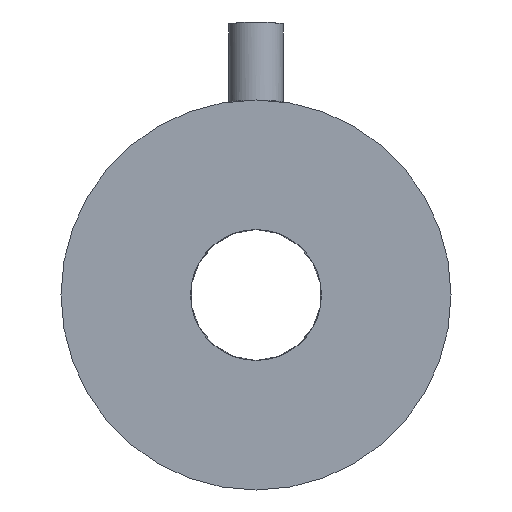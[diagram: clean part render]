
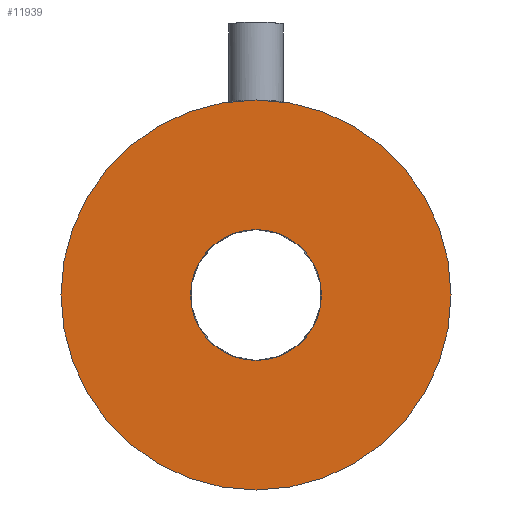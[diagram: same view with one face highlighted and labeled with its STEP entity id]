
A CAD part, front view. The second image highlights one B-rep face of the part: STEP entity #11939.
In plain terms, the highlighted planar face has unit normal (0, -1, 0).
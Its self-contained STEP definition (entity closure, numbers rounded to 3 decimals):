
#577 = FACE_OUTER_BOUND ( 'NONE', #10036, .T. ) ;
#1821 = EDGE_LOOP ( 'NONE', ( #10205 ) ) ;
#2254 = ORIENTED_EDGE ( 'NONE', *, *, #12536, .F. ) ;
#2298 = CARTESIAN_POINT ( 'NONE',  ( 0., 0., 22.5 ) ) ;
#2339 = CARTESIAN_POINT ( 'NONE',  ( 0., 0., 7.55 ) ) ;
#2849 = DIRECTION ( 'NONE',  ( 0., 1., 0. ) ) ;
#3294 = DIRECTION ( 'NONE',  ( 0., 1., 0. ) ) ;
#5234 = DIRECTION ( 'NONE',  ( 0., 0., 1. ) ) ;
#5329 = PLANE ( 'NONE',  #12258 ) ;
#5859 = AXIS2_PLACEMENT_3D ( 'NONE', #12373, #3294, #5234 ) ;
#6179 = CARTESIAN_POINT ( 'NONE',  ( 0., 0., 0. ) ) ;
#6255 = FACE_BOUND ( 'NONE', #1821, .T. ) ;
#6354 = DIRECTION ( 'NONE',  ( 0., 1., 0. ) ) ;
#7093 = AXIS2_PLACEMENT_3D ( 'NONE', #8896, #2849, #9925 ) ;
#8244 = EDGE_CURVE ( 'NONE', #12690, #12690, #11394, .T. ) ;
#8896 = CARTESIAN_POINT ( 'NONE',  ( 0., 0., 0. ) ) ;
#9543 = VERTEX_POINT ( 'NONE', #2298 ) ;
#9925 = DIRECTION ( 'NONE',  ( 0., 0., 1. ) ) ;
#10036 = EDGE_LOOP ( 'NONE', ( #2254 ) ) ;
#10205 = ORIENTED_EDGE ( 'NONE', *, *, #8244, .T. ) ;
#11394 = CIRCLE ( 'NONE', #7093, 7.55 ) ;
#11939 = ADVANCED_FACE ( 'NONE', ( #6255, #577 ), #5329, .F. ) ;
#12229 = DIRECTION ( 'NONE',  ( 0., 0., 1. ) ) ;
#12258 = AXIS2_PLACEMENT_3D ( 'NONE', #6179, #6354, #12229 ) ;
#12373 = CARTESIAN_POINT ( 'NONE',  ( 0., 0., 0. ) ) ;
#12536 = EDGE_CURVE ( 'NONE', #9543, #9543, #12703, .T. ) ;
#12690 = VERTEX_POINT ( 'NONE', #2339 ) ;
#12703 = CIRCLE ( 'NONE', #5859, 22.5 ) ;
